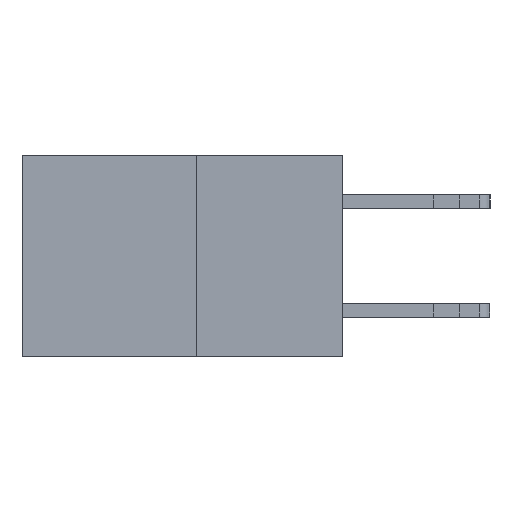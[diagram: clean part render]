
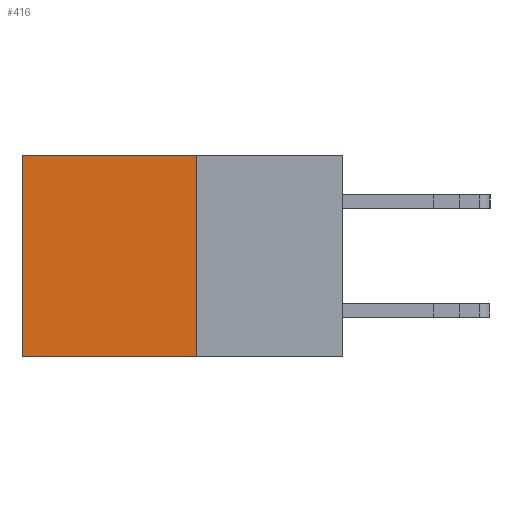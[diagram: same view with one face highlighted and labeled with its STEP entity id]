
A CAD part, left-side view. The second image highlights one B-rep face of the part: STEP entity #416.
In plain terms, the highlighted planar face has unit normal (-1, 0, 0).
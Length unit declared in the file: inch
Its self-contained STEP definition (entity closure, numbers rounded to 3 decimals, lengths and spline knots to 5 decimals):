
#298 = VERTEX_POINT ( 'NONE', #1004 ) ;
#416 = ADVANCED_FACE ( 'NONE', ( #10326 ), #19039, .F. ) ;
#926 = DIRECTION ( 'NONE',  ( 0., 1., 0. ) ) ;
#1004 = CARTESIAN_POINT ( 'NONE',  ( 0.277, 0.27, 0. ) ) ;
#1675 = DIRECTION ( 'NONE',  ( 0., 0., -1. ) ) ;
#4297 = ORIENTED_EDGE ( 'NONE', *, *, #29330, .T. ) ;
#4728 = LINE ( 'NONE', #11501, #23579 ) ;
#4946 = DIRECTION ( 'NONE',  ( 1., 0., 0. ) ) ;
#6176 = EDGE_CURVE ( 'NONE', #25669, #18662, #4728, .T. ) ;
#6937 = VECTOR ( 'NONE', #21154, 39.37008 ) ;
#8310 = CARTESIAN_POINT ( 'NONE',  ( 0.277, 0.27, -0.37 ) ) ;
#8470 = LINE ( 'NONE', #18236, #27197 ) ;
#8557 = ORIENTED_EDGE ( 'NONE', *, *, #14407, .F. ) ;
#10151 = EDGE_LOOP ( 'NONE', ( #21727, #22218, #8557, #4297 ) ) ;
#10326 = FACE_OUTER_BOUND ( 'NONE', #10151, .T. ) ;
#11501 = CARTESIAN_POINT ( 'NONE',  ( 0.277, 0.59, -0.37 ) ) ;
#12219 = CARTESIAN_POINT ( 'NONE',  ( 0.277, 0.59, 0. ) ) ;
#13515 = LINE ( 'NONE', #30684, #6937 ) ;
#14405 = EDGE_CURVE ( 'NONE', #15791, #18662, #15023, .T. ) ;
#14407 = EDGE_CURVE ( 'NONE', #298, #15791, #8470, .T. ) ;
#15023 = LINE ( 'NONE', #20566, #28710 ) ;
#15791 = VERTEX_POINT ( 'NONE', #8310 ) ;
#18236 = CARTESIAN_POINT ( 'NONE',  ( 0.277, 0.27, -0.37 ) ) ;
#18662 = VERTEX_POINT ( 'NONE', #23893 ) ;
#19039 = PLANE ( 'NONE',  #25429 ) ;
#20566 = CARTESIAN_POINT ( 'NONE',  ( 0.277, 0.27, -0.37 ) ) ;
#20667 = DIRECTION ( 'NONE',  ( 0., 0., -1. ) ) ;
#21154 = DIRECTION ( 'NONE',  ( 0., 1., 0. ) ) ;
#21727 = ORIENTED_EDGE ( 'NONE', *, *, #6176, .T. ) ;
#22218 = ORIENTED_EDGE ( 'NONE', *, *, #14405, .F. ) ;
#23579 = VECTOR ( 'NONE', #1675, 39.37008 ) ;
#23893 = CARTESIAN_POINT ( 'NONE',  ( 0.277, 0.59, -0.37 ) ) ;
#24036 = DIRECTION ( 'NONE',  ( 0., 0., -1. ) ) ;
#25429 = AXIS2_PLACEMENT_3D ( 'NONE', #30066, #4946, #24036 ) ;
#25669 = VERTEX_POINT ( 'NONE', #12219 ) ;
#27197 = VECTOR ( 'NONE', #20667, 39.37008 ) ;
#28710 = VECTOR ( 'NONE', #926, 39.37008 ) ;
#29330 = EDGE_CURVE ( 'NONE', #298, #25669, #13515, .T. ) ;
#30066 = CARTESIAN_POINT ( 'NONE',  ( 0.277, 0.27, -0.37 ) ) ;
#30684 = CARTESIAN_POINT ( 'NONE',  ( 0.277, 0.27, 0. ) ) ;
